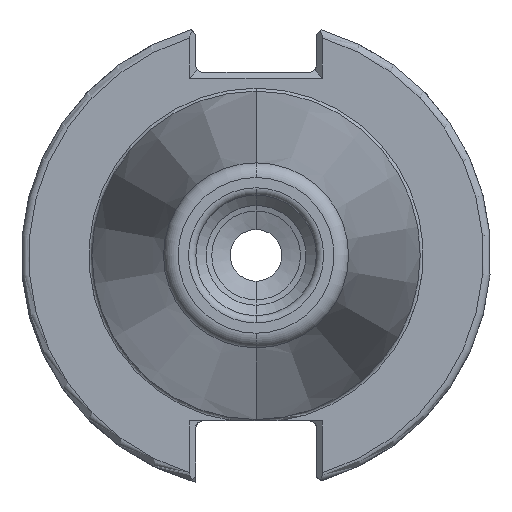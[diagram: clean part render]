
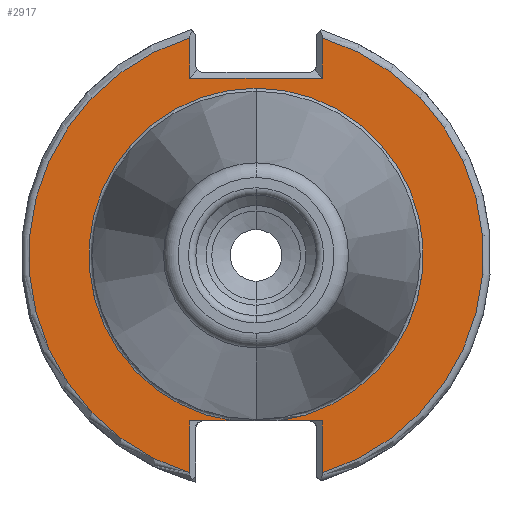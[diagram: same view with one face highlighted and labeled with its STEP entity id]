
A CAD part, left-side view. The second image highlights one B-rep face of the part: STEP entity #2917.
In plain terms, the highlighted planar face has unit normal (-1, 0, 0).
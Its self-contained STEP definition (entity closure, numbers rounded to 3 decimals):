
#4 = AXIS2_PLACEMENT_3D ( 'NONE', #98, #1626, #3336 ) ;
#26 = DIRECTION ( 'NONE',  ( 0., -1., 0. ) ) ;
#48 = AXIS2_PLACEMENT_3D ( 'NONE', #4149, #1751, #4540 ) ;
#98 = CARTESIAN_POINT ( 'NONE',  ( -76.82, 0., 0. ) ) ;
#241 = DIRECTION ( 'NONE',  ( 0., 0., -1. ) ) ;
#283 = VERTEX_POINT ( 'NONE', #4041 ) ;
#377 = VECTOR ( 'NONE', #4769, 1000. ) ;
#440 = CIRCLE ( 'NONE', #469, 30.775 ) ;
#469 = AXIS2_PLACEMENT_3D ( 'NONE', #3813, #1392, #4194 ) ;
#623 = VERTEX_POINT ( 'NONE', #4346 ) ;
#656 = CARTESIAN_POINT ( 'NONE',  ( -76.82, -3.112, -22.41 ) ) ;
#706 = VERTEX_POINT ( 'NONE', #4133 ) ;
#740 = CIRCLE ( 'NONE', #48, 22.625 ) ;
#767 = VECTOR ( 'NONE', #3085, 1000. ) ;
#921 = LINE ( 'NONE', #1681, #3057 ) ;
#1011 = VERTEX_POINT ( 'NONE', #4272 ) ;
#1072 = EDGE_CURVE ( 'NONE', #4763, #4810, #2369, .T. ) ;
#1332 = DIRECTION ( 'NONE',  ( 0., 0., 1. ) ) ;
#1392 = DIRECTION ( 'NONE',  ( -1., 0., 0. ) ) ;
#1610 = CIRCLE ( 'NONE', #4, 30.775 ) ;
#1626 = DIRECTION ( 'NONE',  ( -1., 0., 0. ) ) ;
#1642 = CARTESIAN_POINT ( 'NONE',  ( -76.82, 3.112, -22.41 ) ) ;
#1681 = CARTESIAN_POINT ( 'NONE',  ( -76.82, 8.99, 30.701 ) ) ;
#1751 = DIRECTION ( 'NONE',  ( -1., 0., 0. ) ) ;
#1760 = EDGE_CURVE ( 'NONE', #5119, #283, #921, .T. ) ;
#1813 = CARTESIAN_POINT ( 'NONE',  ( -76.82, -8.99, 0. ) ) ;
#1858 = CARTESIAN_POINT ( 'NONE',  ( -76.82, 0., 22.625 ) ) ;
#1862 = EDGE_CURVE ( 'NONE', #283, #5051, #1610, .T. ) ;
#1901 = CARTESIAN_POINT ( 'NONE',  ( -76.82, 0., 24. ) ) ;
#1914 = ORIENTED_EDGE ( 'NONE', *, *, #1760, .T. ) ;
#1955 = VERTEX_POINT ( 'NONE', #3031 ) ;
#1973 = ORIENTED_EDGE ( 'NONE', *, *, #1862, .T. ) ;
#2031 = EDGE_CURVE ( 'NONE', #5051, #623, #4552, .T. ) ;
#2132 = EDGE_CURVE ( 'NONE', #623, #4252, #2884, .T. ) ;
#2316 = DIRECTION ( 'NONE',  ( 0., 1., 0. ) ) ;
#2369 = CIRCLE ( 'NONE', #2641, 22.625 ) ;
#2419 = ORIENTED_EDGE ( 'NONE', *, *, #2132, .T. ) ;
#2467 = DIRECTION ( 'NONE',  ( 0., 0., 1. ) ) ;
#2508 = EDGE_CURVE ( 'NONE', #4763, #3489, #4909, .T. ) ;
#2570 = VECTOR ( 'NONE', #2467, 1000. ) ;
#2609 = ORIENTED_EDGE ( 'NONE', *, *, #5131, .F. ) ;
#2641 = AXIS2_PLACEMENT_3D ( 'NONE', #3182, #3170, #3149 ) ;
#2744 = ORIENTED_EDGE ( 'NONE', *, *, #2031, .T. ) ;
#2769 = CARTESIAN_POINT ( 'NONE',  ( -76.82, -8.19, -22.41 ) ) ;
#2785 = EDGE_CURVE ( 'NONE', #3489, #706, #3954, .T. ) ;
#2879 = VECTOR ( 'NONE', #241, 1000. ) ;
#2884 = LINE ( 'NONE', #2769, #767 ) ;
#2917 = ADVANCED_FACE ( 'NONE', ( #3835 ), #3560, .F. ) ;
#3031 = CARTESIAN_POINT ( 'NONE',  ( -76.82, -8.99, 24. ) ) ;
#3057 = VECTOR ( 'NONE', #1332, 1000. ) ;
#3085 = DIRECTION ( 'NONE',  ( 0., -1., 0. ) ) ;
#3149 = DIRECTION ( 'NONE',  ( 0., 0., 1. ) ) ;
#3159 = CARTESIAN_POINT ( 'NONE',  ( -76.82, 0., 0. ) ) ;
#3170 = DIRECTION ( 'NONE',  ( -1., 0., 0. ) ) ;
#3182 = CARTESIAN_POINT ( 'NONE',  ( -76.82, 0., 0. ) ) ;
#3203 = LINE ( 'NONE', #1901, #5158 ) ;
#3205 = CARTESIAN_POINT ( 'NONE',  ( -76.82, -8.99, 24.8 ) ) ;
#3233 = EDGE_CURVE ( 'NONE', #706, #1011, #440, .T. ) ;
#3336 = DIRECTION ( 'NONE',  ( 0., 0., -1. ) ) ;
#3489 = VERTEX_POINT ( 'NONE', #5149 ) ;
#3500 = EDGE_CURVE ( 'NONE', #1011, #1955, #4598, .T. ) ;
#3560 = PLANE ( 'NONE',  #4670 ) ;
#3615 = EDGE_CURVE ( 'NONE', #1955, #5119, #3203, .T. ) ;
#3627 = CARTESIAN_POINT ( 'NONE',  ( -76.82, -8.19, -22.41 ) ) ;
#3687 = ORIENTED_EDGE ( 'NONE', *, *, #2508, .T. ) ;
#3758 = ORIENTED_EDGE ( 'NONE', *, *, #2785, .T. ) ;
#3775 = VECTOR ( 'NONE', #26, 1000. ) ;
#3813 = CARTESIAN_POINT ( 'NONE',  ( -76.82, 0., 0. ) ) ;
#3835 = FACE_OUTER_BOUND ( 'NONE', #4977, .T. ) ;
#3954 = LINE ( 'NONE', #1813, #2879 ) ;
#3958 = DIRECTION ( 'NONE',  ( 0., 0., -1. ) ) ;
#4006 = ORIENTED_EDGE ( 'NONE', *, *, #3233, .T. ) ;
#4041 = CARTESIAN_POINT ( 'NONE',  ( -76.82, 8.99, 29.433 ) ) ;
#4096 = ORIENTED_EDGE ( 'NONE', *, *, #3500, .T. ) ;
#4133 = CARTESIAN_POINT ( 'NONE',  ( -76.82, -8.99, -29.433 ) ) ;
#4149 = CARTESIAN_POINT ( 'NONE',  ( -76.82, 0., 0. ) ) ;
#4194 = DIRECTION ( 'NONE',  ( 0., 0., -1. ) ) ;
#4252 = VERTEX_POINT ( 'NONE', #1642 ) ;
#4272 = CARTESIAN_POINT ( 'NONE',  ( -76.82, -8.99, 29.433 ) ) ;
#4346 = CARTESIAN_POINT ( 'NONE',  ( -76.82, 8.99, -22.41 ) ) ;
#4509 = ORIENTED_EDGE ( 'NONE', *, *, #1072, .F. ) ;
#4540 = DIRECTION ( 'NONE',  ( 0., 0., 1. ) ) ;
#4552 = LINE ( 'NONE', #4794, #2570 ) ;
#4598 = LINE ( 'NONE', #3205, #377 ) ;
#4670 = AXIS2_PLACEMENT_3D ( 'NONE', #3159, #5107, #3958 ) ;
#4763 = VERTEX_POINT ( 'NONE', #656 ) ;
#4769 = DIRECTION ( 'NONE',  ( 0., 0., -1. ) ) ;
#4794 = CARTESIAN_POINT ( 'NONE',  ( -76.82, 8.99, 0. ) ) ;
#4810 = VERTEX_POINT ( 'NONE', #1858 ) ;
#4863 = CARTESIAN_POINT ( 'NONE',  ( -76.82, 8.99, -29.433 ) ) ;
#4909 = LINE ( 'NONE', #3627, #3775 ) ;
#4912 = CARTESIAN_POINT ( 'NONE',  ( -76.82, 8.99, 24. ) ) ;
#4977 = EDGE_LOOP ( 'NONE', ( #1914, #1973, #2744, #2419, #2609, #4509, #3687, #3758, #4006, #4096, #5009 ) ) ;
#5009 = ORIENTED_EDGE ( 'NONE', *, *, #3615, .T. ) ;
#5051 = VERTEX_POINT ( 'NONE', #4863 ) ;
#5107 = DIRECTION ( 'NONE',  ( 1., 0., 0. ) ) ;
#5119 = VERTEX_POINT ( 'NONE', #4912 ) ;
#5131 = EDGE_CURVE ( 'NONE', #4810, #4252, #740, .T. ) ;
#5149 = CARTESIAN_POINT ( 'NONE',  ( -76.82, -8.99, -22.41 ) ) ;
#5158 = VECTOR ( 'NONE', #2316, 1000. ) ;
